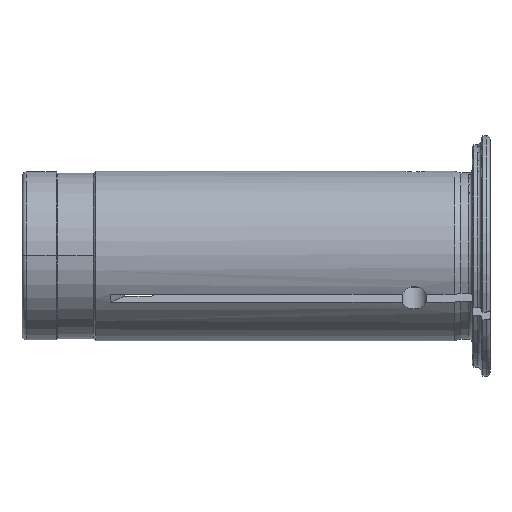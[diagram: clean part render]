
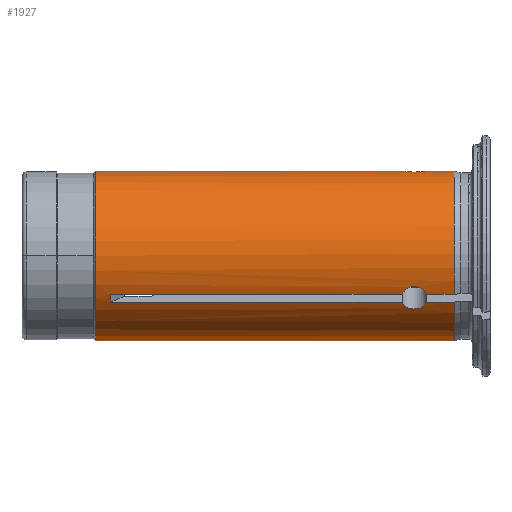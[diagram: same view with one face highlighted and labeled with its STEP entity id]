
A CAD part, top view. The second image highlights one B-rep face of the part: STEP entity #1927.
In plain terms, the highlighted cylindrical face has radius 9.525 mm (diameter 19.05 mm), a partial arc.
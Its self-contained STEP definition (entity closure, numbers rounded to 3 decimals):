
#2=DIRECTION('',(1.,0.,0.));
#3=VECTOR('',#2,32.708);
#4=CARTESIAN_POINT('',(-40.569,-4.323,8.488));
#5=LINE('',#4,#3);
#6=CARTESIAN_POINT('',(-40.569,-5.189,7.988));
#7=CARTESIAN_POINT('',(-40.576,-5.096,8.048));
#8=CARTESIAN_POINT('',(-40.585,-4.907,8.166));
#9=CARTESIAN_POINT('',(-40.585,-4.618,8.333));
#10=CARTESIAN_POINT('',(-40.576,-4.422,8.437));
#11=CARTESIAN_POINT('',(-40.569,-4.323,8.488));
#13=DIRECTION('',(1.,0.,0.));
#14=VECTOR('',#13,32.708);
#15=CARTESIAN_POINT('',(-40.569,-5.189,7.988));
#16=LINE('',#15,#14);
#17=CARTESIAN_POINT('',(-5.139,-5.189,7.988));
#18=CARTESIAN_POINT('',(-5.18,-5.284,7.926));
#19=CARTESIAN_POINT('',(-5.288,-5.457,7.809));
#20=CARTESIAN_POINT('',(-5.523,-5.676,7.65));
#21=CARTESIAN_POINT('',(-5.815,-5.839,7.526));
#22=CARTESIAN_POINT('',(-6.147,-5.94,7.446));
#23=CARTESIAN_POINT('',(-6.5,-5.974,7.419));
#24=CARTESIAN_POINT('',(-6.853,-5.94,7.446));
#25=CARTESIAN_POINT('',(-7.185,-5.839,7.526));
#26=CARTESIAN_POINT('',(-7.477,-5.676,7.65));
#27=CARTESIAN_POINT('',(-7.712,-5.457,7.809));
#28=CARTESIAN_POINT('',(-7.82,-5.284,7.926));
#29=CARTESIAN_POINT('',(-7.861,-5.189,7.988));
#31=DIRECTION('',(1.,0.,0.));
#32=VECTOR('',#31,3.139);
#33=CARTESIAN_POINT('',(-5.139,-5.189,7.988));
#34=LINE('',#33,#32);
#35=CARTESIAN_POINT('',(-2.,0.,0.));
#36=DIRECTION('',(1.,0.,0.));
#37=DIRECTION('',(0.,-0.545,0.839));
#38=AXIS2_PLACEMENT_3D('',#35,#36,#37);
#40=CARTESIAN_POINT('',(-42.25,0.,0.));
#41=DIRECTION('',(1.,0.,0.));
#42=DIRECTION('',(0.,1.,0.));
#43=AXIS2_PLACEMENT_3D('',#40,#41,#42);
#45=CARTESIAN_POINT('',(-40.569,9.512,0.5));
#46=CARTESIAN_POINT('',(-40.574,9.516,0.417));
#47=CARTESIAN_POINT('',(-40.582,9.523,0.25));
#48=CARTESIAN_POINT('',(-40.584,9.525,0.083));
#49=CARTESIAN_POINT('',(-40.584,9.525,0.));
#51=DIRECTION('',(1.,0.,0.));
#52=VECTOR('',#51,32.708);
#53=CARTESIAN_POINT('',(-40.569,9.512,0.5));
#54=LINE('',#53,#52);
#55=CARTESIAN_POINT('',(-5.139,9.512,0.5));
#56=CARTESIAN_POINT('',(-5.18,9.506,0.613));
#57=CARTESIAN_POINT('',(-5.288,9.491,0.821));
#58=CARTESIAN_POINT('',(-5.523,9.463,1.091));
#59=CARTESIAN_POINT('',(-5.815,9.437,1.294));
#60=CARTESIAN_POINT('',(-6.147,9.418,1.421));
#61=CARTESIAN_POINT('',(-6.501,9.412,1.464));
#62=CARTESIAN_POINT('',(-6.853,9.418,1.421));
#63=CARTESIAN_POINT('',(-7.186,9.437,1.294));
#64=CARTESIAN_POINT('',(-7.477,9.463,1.091));
#65=CARTESIAN_POINT('',(-7.713,9.491,0.821));
#66=CARTESIAN_POINT('',(-7.82,9.506,0.613));
#67=CARTESIAN_POINT('',(-7.861,9.512,0.5));
#69=DIRECTION('',(1.,0.,0.));
#70=VECTOR('',#69,3.139);
#71=CARTESIAN_POINT('',(-5.139,9.512,0.5));
#72=LINE('',#71,#70);
#73=CARTESIAN_POINT('',(-2.,0.,0.));
#74=DIRECTION('',(1.,0.,0.));
#75=DIRECTION('',(0.,0.999,0.052));
#76=AXIS2_PLACEMENT_3D('',#73,#74,#75);
#78=DIRECTION('',(1.,0.,0.));
#79=VECTOR('',#78,3.139);
#80=CARTESIAN_POINT('',(-5.139,-4.323,8.488));
#81=LINE('',#80,#79);
#82=CARTESIAN_POINT('',(-7.861,-4.323,8.488));
#83=CARTESIAN_POINT('',(-7.82,-4.222,8.539));
#84=CARTESIAN_POINT('',(-7.713,-4.035,8.63));
#85=CARTESIAN_POINT('',(-7.479,-3.788,8.74));
#86=CARTESIAN_POINT('',(-7.187,-3.599,8.819));
#87=CARTESIAN_POINT('',(-6.859,-3.48,8.867));
#88=CARTESIAN_POINT('',(-6.51,-3.437,8.883));
#89=CARTESIAN_POINT('',(-6.146,-3.478,8.867));
#90=CARTESIAN_POINT('',(-5.812,-3.599,8.819));
#91=CARTESIAN_POINT('',(-5.521,-3.788,8.74));
#92=CARTESIAN_POINT('',(-5.287,-4.035,8.63));
#93=CARTESIAN_POINT('',(-5.18,-4.222,8.539));
#94=CARTESIAN_POINT('',(-5.139,-4.323,8.488));
#1124=DIRECTION('',(-1.,0.,0.));
#1125=VECTOR('',#1124,1.666);
#1126=CARTESIAN_POINT('',(-40.584,9.525,0.));
#1127=LINE('',#1126,#1125);
#1133=DIRECTION('',(-1.,0.,0.));
#1134=VECTOR('',#1133,40.25);
#1135=CARTESIAN_POINT('',(-2.,-9.525,0.));
#1136=LINE('',#1135,#1134);
#1570=CARTESIAN_POINT('',(-42.25,9.525,0.));
#1571=CARTESIAN_POINT('',(-42.25,-9.525,0.));
#1572=VERTEX_POINT('',#1570);
#1573=VERTEX_POINT('',#1571);
#1586=CARTESIAN_POINT('',(-2.,-9.525,0.));
#1587=VERTEX_POINT('',#1586);
#1588=CARTESIAN_POINT('',(-40.569,9.512,0.5));
#1589=CARTESIAN_POINT('',(-7.861,9.512,0.5));
#1590=VERTEX_POINT('',#1588);
#1591=VERTEX_POINT('',#1589);
#1592=CARTESIAN_POINT('',(-5.139,9.512,0.5));
#1593=CARTESIAN_POINT('',(-2.,9.512,0.5));
#1594=VERTEX_POINT('',#1592);
#1595=VERTEX_POINT('',#1593);
#1596=VERTEX_POINT('',#49);
#1682=CARTESIAN_POINT('',(-40.569,-4.323,
8.488));
#1683=CARTESIAN_POINT('',(-7.861,-4.323,
8.488));
#1684=VERTEX_POINT('',#1682);
#1685=VERTEX_POINT('',#1683);
#1686=CARTESIAN_POINT('',(-5.139,-4.323,
8.488));
#1687=CARTESIAN_POINT('',(-2.,-4.323,8.488));
#1688=VERTEX_POINT('',#1686);
#1689=VERTEX_POINT('',#1687);
#1690=CARTESIAN_POINT('',(-40.569,-5.189,
7.988));
#1691=CARTESIAN_POINT('',(-7.861,-5.189,
7.988));
#1692=VERTEX_POINT('',#1690);
#1693=VERTEX_POINT('',#1691);
#1694=CARTESIAN_POINT('',(-5.139,-5.189,
7.988));
#1695=CARTESIAN_POINT('',(-2.,-5.189,7.988));
#1696=VERTEX_POINT('',#1694);
#1697=VERTEX_POINT('',#1695);
#1888=CARTESIAN_POINT('',(0.,0.,0.));
#1889=DIRECTION('',(1.,0.,0.));
#1890=DIRECTION('',(0.,-1.,0.));
#1891=AXIS2_PLACEMENT_3D('',#1888,#1889,#1890);
#1892=CYLINDRICAL_SURFACE('',#1891,9.525);
#1894=ORIENTED_EDGE('',*,*,#1893,.F.);
#1896=ORIENTED_EDGE('',*,*,#1895,.F.);
#1898=ORIENTED_EDGE('',*,*,#1897,.T.);
#1900=ORIENTED_EDGE('',*,*,#1899,.F.);
#1902=ORIENTED_EDGE('',*,*,#1901,.T.);
#1904=ORIENTED_EDGE('',*,*,#1903,.T.);
#1906=ORIENTED_EDGE('',*,*,#1905,.T.);
#1908=ORIENTED_EDGE('',*,*,#1907,.F.);
#1910=ORIENTED_EDGE('',*,*,#1909,.F.);
#1912=ORIENTED_EDGE('',*,*,#1911,.F.);
#1914=ORIENTED_EDGE('',*,*,#1913,.T.);
#1916=ORIENTED_EDGE('',*,*,#1915,.F.);
#1918=ORIENTED_EDGE('',*,*,#1917,.T.);
#1920=ORIENTED_EDGE('',*,*,#1919,.T.);
#1922=ORIENTED_EDGE('',*,*,#1921,.F.);
#1924=ORIENTED_EDGE('',*,*,#1923,.F.);
#1925=EDGE_LOOP('',(#1894,#1896,#1898,#1900,#1902,#1904,#1906,#1908,#1910,#1912,
#1914,#1916,#1918,#1920,#1922,#1924));
#1926=FACE_OUTER_BOUND('',#1925,.F.);
#1927=ADVANCED_FACE('',(#1926),#1892,.T.);
#12=B_SPLINE_CURVE_WITH_KNOTS('',3,(#6,#7,#8,#9,#10,#11),.UNSPECIFIED.,.F.,.F.,(
4,1,1,4),(0.,0.333,0.667,1.),.UNSPECIFIED.);
#30=B_SPLINE_CURVE_WITH_KNOTS('',3,(#17,#18,#19,#20,#21,#22,#23,#24,#25,#26,#27,
#28,#29),.UNSPECIFIED.,.F.,.F.,(4,1,1,1,1,1,1,1,1,1,4),(0.,0.1,0.2,0.3,
0.4,0.5,0.6,0.7,0.8,0.9,1.),.UNSPECIFIED.);
#39=CIRCLE('',#38,9.525);
#44=CIRCLE('',#43,9.525);
#50=B_SPLINE_CURVE_WITH_KNOTS('',3,(#45,#46,#47,#48,#49),.UNSPECIFIED.,.F.,.F.,(
4,1,4),(0.,0.5,1.),.UNSPECIFIED.);
#68=B_SPLINE_CURVE_WITH_KNOTS('',3,(#55,#56,#57,#58,#59,#60,#61,#62,#63,#64,#65,
#66,#67),.UNSPECIFIED.,.F.,.F.,(4,1,1,1,1,1,1,1,1,1,4),(0.,0.1,0.2,0.3,
0.4,0.5,0.6,0.7,0.8,0.9,1.),.UNSPECIFIED.);
#77=CIRCLE('',#76,9.525);
#95=B_SPLINE_CURVE_WITH_KNOTS('',3,(#82,#83,#84,#85,#86,#87,#88,#89,#90,#91,#92,
#93,#94),.UNSPECIFIED.,.F.,.F.,(4,1,1,1,1,1,1,1,1,1,4),(0.,0.1,0.2,0.3,
0.4,0.5,0.6,0.7,0.8,0.9,1.),.UNSPECIFIED.);
#1893=EDGE_CURVE('',#1684,#1685,#5,.T.);
#1895=EDGE_CURVE('',#1692,#1684,#12,.T.);
#1897=EDGE_CURVE('',#1692,#1693,#16,.T.);
#1899=EDGE_CURVE('',#1696,#1693,#30,.T.);
#1901=EDGE_CURVE('',#1696,#1697,#34,.T.);
#1903=EDGE_CURVE('',#1697,#1587,#39,.T.);
#1905=EDGE_CURVE('',#1587,#1573,#1136,.T.);
#1907=EDGE_CURVE('',#1572,#1573,#44,.T.);
#1909=EDGE_CURVE('',#1596,#1572,#1127,.T.);
#1911=EDGE_CURVE('',#1590,#1596,#50,.T.);
#1913=EDGE_CURVE('',#1590,#1591,#54,.T.);
#1915=EDGE_CURVE('',#1594,#1591,#68,.T.);
#1917=EDGE_CURVE('',#1594,#1595,#72,.T.);
#1919=EDGE_CURVE('',#1595,#1689,#77,.T.);
#1921=EDGE_CURVE('',#1688,#1689,#81,.T.);
#1923=EDGE_CURVE('',#1685,#1688,#95,.T.);
